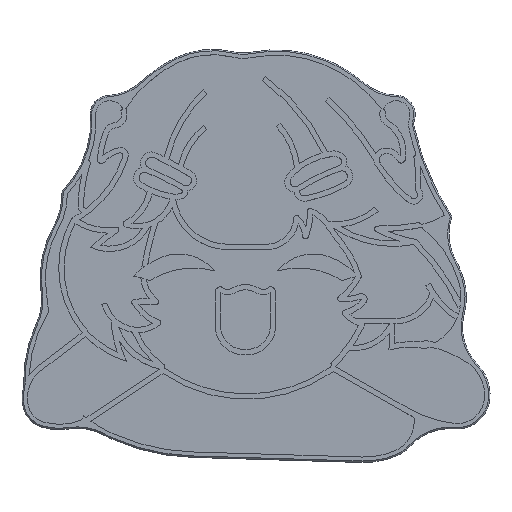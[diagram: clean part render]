
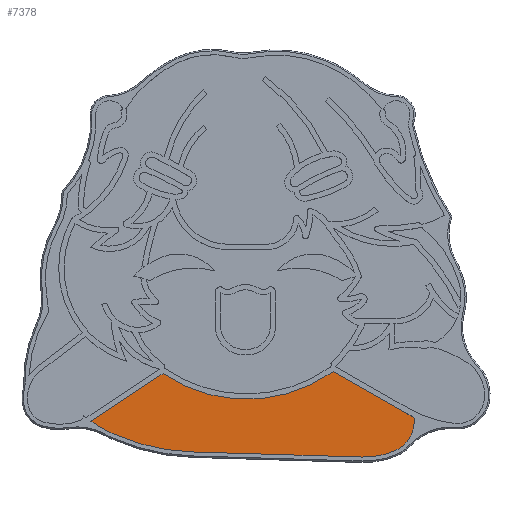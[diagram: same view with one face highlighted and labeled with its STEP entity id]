
A CAD part, top view. The second image highlights one B-rep face of the part: STEP entity #7378.
In plain terms, the highlighted planar face has unit normal (0, 0, 1).
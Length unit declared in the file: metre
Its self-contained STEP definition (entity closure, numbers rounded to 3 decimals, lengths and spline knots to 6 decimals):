
#87=PLANE('',#7846);
#155=LINE('',#11724,#646);
#160=LINE('',#11745,#651);
#164=LINE('',#11756,#655);
#646=VECTOR('',#8977,1.);
#651=VECTOR('',#9002,1.);
#655=VECTOR('',#9014,1.);
#1171=ORIENTED_EDGE('',*,*,#3509,.T.);
#1172=ORIENTED_EDGE('',*,*,#3506,.T.);
#1173=ORIENTED_EDGE('',*,*,#3503,.T.);
#1174=ORIENTED_EDGE('',*,*,#3518,.T.);
#1175=ORIENTED_EDGE('',*,*,#3526,.T.);
#1176=ORIENTED_EDGE('',*,*,#3523,.T.);
#1177=ORIENTED_EDGE('',*,*,#3520,.T.);
#1178=ORIENTED_EDGE('',*,*,#3514,.T.);
#1179=ORIENTED_EDGE('',*,*,#3499,.T.);
#1180=ORIENTED_EDGE('',*,*,#3512,.T.);
#3499=EDGE_CURVE('',#4683,#4682,#5447,.T.);
#3503=EDGE_CURVE('',#4687,#4686,#5449,.T.);
#3506=EDGE_CURVE('',#4689,#4687,#5451,.T.);
#3509=EDGE_CURVE('',#4691,#4689,#155,.T.);
#3512=EDGE_CURVE('',#4682,#4691,#5453,.T.);
#3514=EDGE_CURVE('',#4693,#4683,#5455,.F.);
#3518=EDGE_CURVE('',#4686,#4695,#5457,.F.);
#3520=EDGE_CURVE('',#4697,#4693,#160,.T.);
#3523=EDGE_CURVE('',#4699,#4697,#5459,.F.);
#3526=EDGE_CURVE('',#4695,#4699,#164,.T.);
#4682=VERTEX_POINT('',#11702);
#4683=VERTEX_POINT('',#11704);
#4686=VERTEX_POINT('',#11711);
#4687=VERTEX_POINT('',#11713);
#4689=VERTEX_POINT('',#11719);
#4691=VERTEX_POINT('',#11725);
#4693=VERTEX_POINT('',#11734);
#4695=VERTEX_POINT('',#11740);
#4697=VERTEX_POINT('',#11746);
#4699=VERTEX_POINT('',#11752);
#5447=CIRCLE('',#7824,0.005632);
#5449=CIRCLE('',#7827,0.001204);
#5451=CIRCLE('',#7830,0.002877);
#5453=CIRCLE('',#7834,0.00766);
#5455=CIRCLE('',#7837,0.002301);
#5457=CIRCLE('',#7840,0.004656);
#5459=CIRCLE('',#7844,0.005556);
#6142=EDGE_LOOP('',(#1171,#1172,#1173,#1174,#1175,#1176,#1177,#1178,#1179,
#1180));
#6605=FACE_BOUND('',#6142,.T.);
#7378=ADVANCED_FACE('',(#6605),#87,.T.);
#7824=AXIS2_PLACEMENT_3D('',#11703,#8956,#8957);
#7827=AXIS2_PLACEMENT_3D('',#11712,#8964,#8965);
#7830=AXIS2_PLACEMENT_3D('',#11718,#8971,#8972);
#7834=AXIS2_PLACEMENT_3D('',#11729,#8983,#8984);
#7837=AXIS2_PLACEMENT_3D('',#11733,#8989,#8990);
#7840=AXIS2_PLACEMENT_3D('',#11741,#8997,#8998);
#7844=AXIS2_PLACEMENT_3D('',#11751,#9008,#9009);
#7846=AXIS2_PLACEMENT_3D('',#11757,#9015,#9016);
#8956=DIRECTION('',(0.,0.,1.));
#8957=DIRECTION('',(0.,-1.,0.));
#8964=DIRECTION('',(0.,0.,1.));
#8965=DIRECTION('',(0.,-1.,0.));
#8971=DIRECTION('',(0.,0.,1.));
#8972=DIRECTION('',(0.,-1.,0.));
#8977=DIRECTION('',(1.,-0.03,0.));
#8983=DIRECTION('',(0.,0.,1.));
#8984=DIRECTION('',(0.,-1.,0.));
#8989=DIRECTION('',(0.,0.,1.));
#8990=DIRECTION('',(0.,-1.,0.));
#8997=DIRECTION('',(0.,0.,1.));
#8998=DIRECTION('',(0.,-1.,0.));
#9002=DIRECTION('',(-0.835,-0.55,0.));
#9008=DIRECTION('',(0.,0.,1.));
#9009=DIRECTION('',(0.,-1.,0.));
#9014=DIRECTION('',(-0.87,0.494,0.));
#9015=DIRECTION('',(0.,0.,1.));
#9016=DIRECTION('',(0.,-1.,0.));
#11702=CARTESIAN_POINT('',(-0.005091,-0.005126,0.));
#11703=CARTESIAN_POINT('',(-0.002818,0.000027,0.));
#11704=CARTESIAN_POINT('',(-0.006001,-0.004619,0.));
#11711=CARTESIAN_POINT('',(0.006076,-0.004478,0.));
#11712=CARTESIAN_POINT('',(0.004881,-0.004628,0.));
#11713=CARTESIAN_POINT('',(0.005354,-0.005735,0.));
#11718=CARTESIAN_POINT('',(0.004225,-0.003089,0.));
#11719=CARTESIAN_POINT('',(0.004138,-0.005965,0.));
#11724=CARTESIAN_POINT('',(-0.000175,-0.005835,0.));
#11725=CARTESIAN_POINT('',(-0.00223,-0.005774,0.));
#11729=CARTESIAN_POINT('',(-0.002,0.001883,0.));
#11733=CARTESIAN_POINT('',(-0.007176,-0.002641,0.));
#11734=CARTESIAN_POINT('',(-0.00591,-0.004562,0.));
#11740=CARTESIAN_POINT('',(0.005795,-0.004331,0.));
#11741=CARTESIAN_POINT('',(0.008094,-0.000281,0.));
#11745=CARTESIAN_POINT('',(0.000307,-0.000467,0.));
#11746=CARTESIAN_POINT('',(-0.003303,-0.002845,0.));
#11751=CARTESIAN_POINT('',(-0.000178,0.001748,0.));
#11752=CARTESIAN_POINT('',(0.003052,-0.002773,0.));
#11756=CARTESIAN_POINT('',(-0.000447,-0.000787,0.));
#11757=CARTESIAN_POINT('',(0.,0.,0.));
